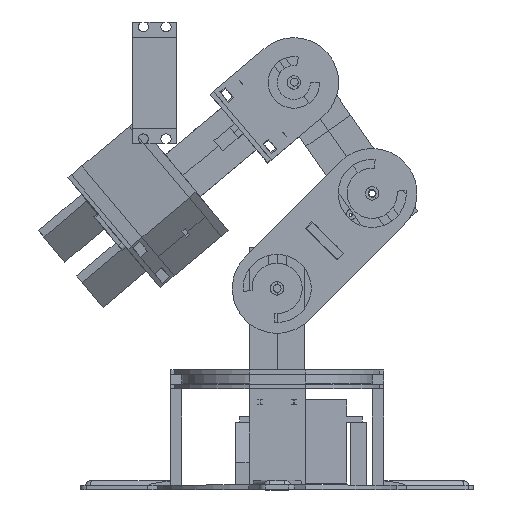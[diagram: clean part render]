
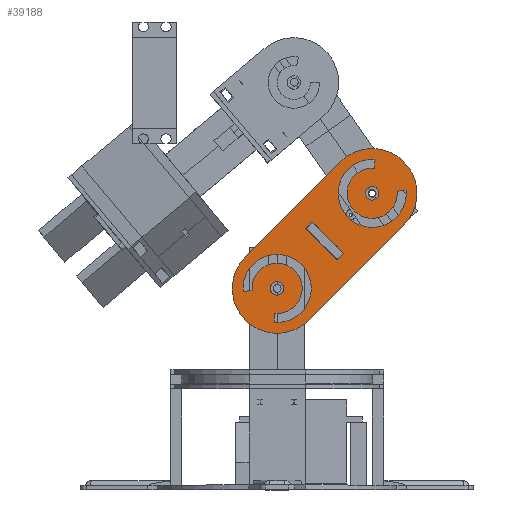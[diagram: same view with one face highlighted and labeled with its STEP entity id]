
A CAD part, top view. The second image highlights one B-rep face of the part: STEP entity #39188.
In plain terms, the highlighted face is planar.
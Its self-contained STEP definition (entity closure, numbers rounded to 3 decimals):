
#1029=FACE_BOUND('',#5446,.T.);
#1030=FACE_BOUND('',#5447,.T.);
#1031=FACE_BOUND('',#5448,.T.);
#1032=FACE_BOUND('',#5449,.T.);
#1033=FACE_BOUND('',#5450,.T.);
#1629=PLANE('',#41899);
#3183=FACE_OUTER_BOUND('',#5445,.T.);
#5445=EDGE_LOOP('',(#29129,#29130,#29131,#29132));
#5446=EDGE_LOOP('',(#29133,#29134,#29135,#29136));
#5447=EDGE_LOOP('',(#29137));
#5448=EDGE_LOOP('',(#29138,#29139,#29140,#29141));
#5449=EDGE_LOOP('',(#29142,#29143,#29144,#29145));
#5450=EDGE_LOOP('',(#29146));
#8218=LINE('',#57174,#12576);
#8222=LINE('',#57182,#12580);
#8225=LINE('',#57188,#12583);
#8228=LINE('',#57193,#12586);
#8232=LINE('',#57206,#12590);
#8236=LINE('',#57217,#12594);
#8243=LINE('',#57245,#12601);
#8247=LINE('',#57256,#12605);
#8250=LINE('',#57266,#12608);
#8253=LINE('',#57272,#12611);
#12576=VECTOR('',#46507,10.);
#12580=VECTOR('',#46513,10.);
#12583=VECTOR('',#46518,10.);
#12586=VECTOR('',#46523,10.);
#12590=VECTOR('',#46535,10.);
#12594=VECTOR('',#46547,10.);
#12601=VECTOR('',#46574,10.);
#12605=VECTOR('',#46586,10.);
#12608=VECTOR('',#46597,10.);
#12611=VECTOR('',#46602,10.);
#16403=CIRCLE('',#41869,11.195);
#16405=CIRCLE('',#41873,15.195);
#16408=CIRCLE('',#41878,3.);
#16409=CIRCLE('',#41880,20.);
#16411=CIRCLE('',#41883,11.195);
#16413=CIRCLE('',#41887,15.195);
#16416=CIRCLE('',#41892,3.);
#16417=CIRCLE('',#41896,20.);
#17937=VERTEX_POINT('',#57172);
#17938=VERTEX_POINT('',#57173);
#17941=VERTEX_POINT('',#57181);
#17943=VERTEX_POINT('',#57187);
#17945=VERTEX_POINT('',#57196);
#17946=VERTEX_POINT('',#57197);
#17949=VERTEX_POINT('',#57205);
#17951=VERTEX_POINT('',#57211);
#17954=VERTEX_POINT('',#57222);
#17955=VERTEX_POINT('',#57226);
#17956=VERTEX_POINT('',#57227);
#17959=VERTEX_POINT('',#57235);
#17960=VERTEX_POINT('',#57236);
#17963=VERTEX_POINT('',#57244);
#17965=VERTEX_POINT('',#57250);
#17968=VERTEX_POINT('',#57261);
#17969=VERTEX_POINT('',#57265);
#17971=VERTEX_POINT('',#57271);
#22143=EDGE_CURVE('',#17937,#17938,#8218,.T.);
#22147=EDGE_CURVE('',#17938,#17941,#8222,.T.);
#22150=EDGE_CURVE('',#17941,#17943,#8225,.T.);
#22153=EDGE_CURVE('',#17943,#17937,#8228,.T.);
#22155=EDGE_CURVE('',#17945,#17946,#16403,.T.);
#22159=EDGE_CURVE('',#17946,#17949,#8232,.T.);
#22162=EDGE_CURVE('',#17949,#17951,#16405,.T.);
#22165=EDGE_CURVE('',#17951,#17945,#8236,.T.);
#22169=EDGE_CURVE('',#17954,#17954,#16408,.T.);
#22170=EDGE_CURVE('',#17955,#17956,#16409,.T.);
#22174=EDGE_CURVE('',#17959,#17960,#16411,.T.);
#22178=EDGE_CURVE('',#17960,#17963,#8243,.T.);
#22181=EDGE_CURVE('',#17963,#17965,#16413,.T.);
#22184=EDGE_CURVE('',#17965,#17959,#8247,.T.);
#22188=EDGE_CURVE('',#17968,#17968,#16416,.T.);
#22189=EDGE_CURVE('',#17955,#17969,#8250,.T.);
#22192=EDGE_CURVE('',#17956,#17971,#8253,.T.);
#22195=EDGE_CURVE('',#17969,#17971,#16417,.T.);
#29129=ORIENTED_EDGE('',*,*,#22195,.F.);
#29130=ORIENTED_EDGE('',*,*,#22189,.F.);
#29131=ORIENTED_EDGE('',*,*,#22170,.T.);
#29132=ORIENTED_EDGE('',*,*,#22192,.T.);
#29133=ORIENTED_EDGE('',*,*,#22143,.T.);
#29134=ORIENTED_EDGE('',*,*,#22147,.T.);
#29135=ORIENTED_EDGE('',*,*,#22150,.T.);
#29136=ORIENTED_EDGE('',*,*,#22153,.T.);
#29137=ORIENTED_EDGE('',*,*,#22169,.T.);
#29138=ORIENTED_EDGE('',*,*,#22155,.F.);
#29139=ORIENTED_EDGE('',*,*,#22165,.F.);
#29140=ORIENTED_EDGE('',*,*,#22162,.F.);
#29141=ORIENTED_EDGE('',*,*,#22159,.F.);
#29142=ORIENTED_EDGE('',*,*,#22174,.T.);
#29143=ORIENTED_EDGE('',*,*,#22178,.T.);
#29144=ORIENTED_EDGE('',*,*,#22181,.T.);
#29145=ORIENTED_EDGE('',*,*,#22184,.T.);
#29146=ORIENTED_EDGE('',*,*,#22188,.F.);
#39188=ADVANCED_FACE('',(#3183,#1029,#1030,#1031,#1032,#1033),#1629,.F.);
#41869=AXIS2_PLACEMENT_3D('',#57198,#46527,#46528);
#41873=AXIS2_PLACEMENT_3D('',#57212,#46540,#46541);
#41878=AXIS2_PLACEMENT_3D('',#57224,#46554,#46555);
#41880=AXIS2_PLACEMENT_3D('',#57228,#46558,#46559);
#41883=AXIS2_PLACEMENT_3D('',#57237,#46566,#46567);
#41887=AXIS2_PLACEMENT_3D('',#57251,#46579,#46580);
#41892=AXIS2_PLACEMENT_3D('',#57263,#46593,#46594);
#41896=AXIS2_PLACEMENT_3D('',#57277,#46607,#46608);
#41899=AXIS2_PLACEMENT_3D('',#57280,#46613,#46614);
#46507=DIRECTION('',(0.,-1.,0.));
#46513=DIRECTION('',(0.,0.,-1.));
#46518=DIRECTION('',(0.,1.,0.));
#46523=DIRECTION('',(0.,0.,1.));
#46527=DIRECTION('center_axis',(1.,0.,0.));
#46528=DIRECTION('ref_axis',(0.,0.,-1.));
#46535=DIRECTION('',(0.,-0.766,0.643));
#46540=DIRECTION('center_axis',(-1.,0.,0.));
#46541=DIRECTION('ref_axis',(0.,0.,-1.));
#46547=DIRECTION('',(0.,0.766,0.643));
#46554=DIRECTION('center_axis',(1.,0.,0.));
#46555=DIRECTION('ref_axis',(0.,0.,-1.));
#46558=DIRECTION('center_axis',(-1.,0.,0.));
#46559=DIRECTION('ref_axis',(0.,0.,-1.));
#46566=DIRECTION('center_axis',(-1.,0.,0.));
#46567=DIRECTION('ref_axis',(0.,0.,-1.));
#46574=DIRECTION('',(0.,0.766,0.643));
#46579=DIRECTION('center_axis',(1.,0.,0.));
#46580=DIRECTION('ref_axis',(0.,0.,-1.));
#46586=DIRECTION('',(0.,-0.766,0.643));
#46593=DIRECTION('center_axis',(-1.,0.,0.));
#46594=DIRECTION('ref_axis',(0.,0.,-1.));
#46597=DIRECTION('',(0.,1.,0.));
#46602=DIRECTION('',(0.,1.,0.));
#46607=DIRECTION('center_axis',(1.,0.,0.));
#46608=DIRECTION('ref_axis',(0.,0.,-1.));
#46613=DIRECTION('center_axis',(1.,0.,0.));
#46614=DIRECTION('ref_axis',(0.,0.,-1.));
#57172=CARTESIAN_POINT('',(0.,-28.,10.));
#57173=CARTESIAN_POINT('',(0.,-32.,10.));
#57174=CARTESIAN_POINT('',(0.,-18.5,10.));
#57181=CARTESIAN_POINT('',(0.,-32.,-10.));
#57182=CARTESIAN_POINT('',(0.,-32.,-5.));
#57187=CARTESIAN_POINT('',(0.,-28.,-10.));
#57188=CARTESIAN_POINT('',(0.,-16.5,-10.));
#57193=CARTESIAN_POINT('',(0.,-28.,5.));
#57196=CARTESIAN_POINT('',(0.,-68.576,-7.196));
#57197=CARTESIAN_POINT('',(0.,-68.576,7.196));
#57198=CARTESIAN_POINT('Origin',(0.,-60.,0.));
#57205=CARTESIAN_POINT('',(0.,-71.64,9.767));
#57206=CARTESIAN_POINT('',(0.,-64.353,3.653));
#57211=CARTESIAN_POINT('',(0.,-71.64,-9.767));
#57212=CARTESIAN_POINT('Origin',(0.,-60.,0.));
#57217=CARTESIAN_POINT('',(0.,-62.821,-2.367));
#57222=CARTESIAN_POINT('',(0.,-60.,3.));
#57224=CARTESIAN_POINT('Origin',(0.,-60.,0.));
#57226=CARTESIAN_POINT('',(0.,-60.,-20.));
#57227=CARTESIAN_POINT('',(0.,-60.,20.));
#57228=CARTESIAN_POINT('Origin',(0.,-60.,0.));
#57235=CARTESIAN_POINT('',(0.,8.576,-7.196));
#57236=CARTESIAN_POINT('',(0.,8.576,7.196));
#57237=CARTESIAN_POINT('Origin',(0.,0.,0.));
#57244=CARTESIAN_POINT('',(0.,11.64,9.767));
#57245=CARTESIAN_POINT('',(0.,4.353,3.653));
#57250=CARTESIAN_POINT('',(0.,11.64,-9.767));
#57251=CARTESIAN_POINT('Origin',(0.,0.,0.));
#57256=CARTESIAN_POINT('',(0.,2.821,-2.367));
#57261=CARTESIAN_POINT('',(0.,0.,3.));
#57263=CARTESIAN_POINT('Origin',(0.,0.,0.));
#57265=CARTESIAN_POINT('',(0.,0.,-20.));
#57266=CARTESIAN_POINT('',(0.,-60.,-20.));
#57271=CARTESIAN_POINT('',(0.,0.,20.));
#57272=CARTESIAN_POINT('',(0.,-30.,20.));
#57277=CARTESIAN_POINT('Origin',(0.,0.,0.));
#57280=CARTESIAN_POINT('Origin',(0.,-5.,0.));
